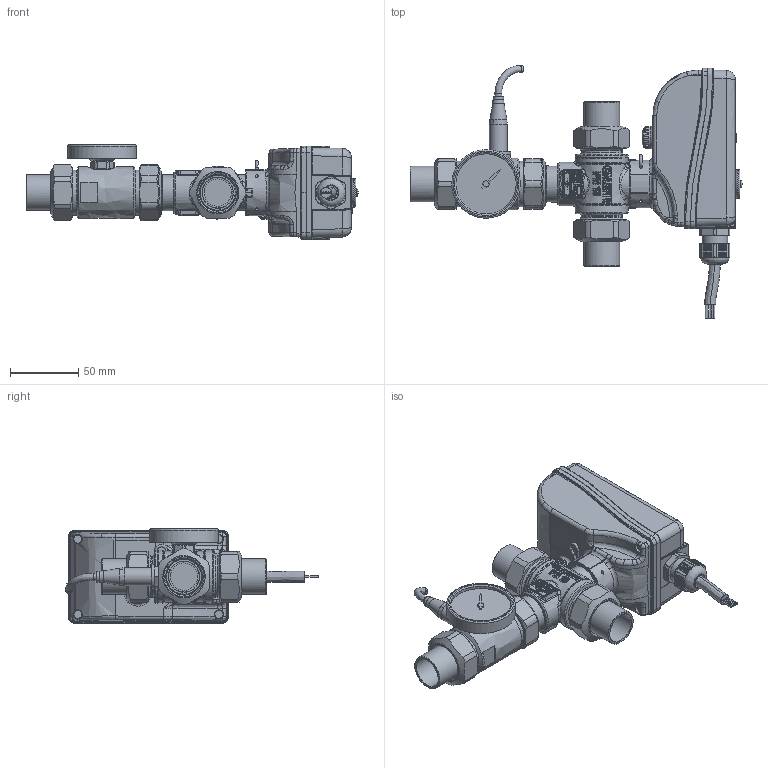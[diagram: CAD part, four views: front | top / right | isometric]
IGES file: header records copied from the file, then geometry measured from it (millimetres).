
Global section: file name: 600059A; native system: Autodesk Inventor 2024; preprocessor: unknown; author: Mike; date: 20250603.083734; units: inch
Bounding box: 242.4 x 184.64 x 69 mm (x, y, z)
Volume: 365882.5 mm3; surface area: 152650.5 mm2
Topology: 15 solids, 15 shells, 4954 faces, 12773 edges, 7906 vertices
Faces by surface type: bspline 4954
